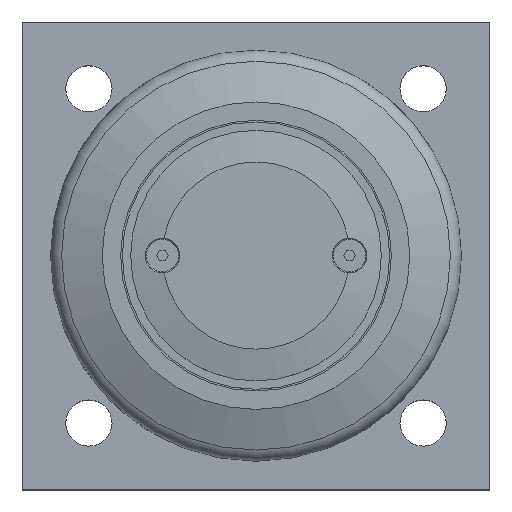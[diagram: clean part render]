
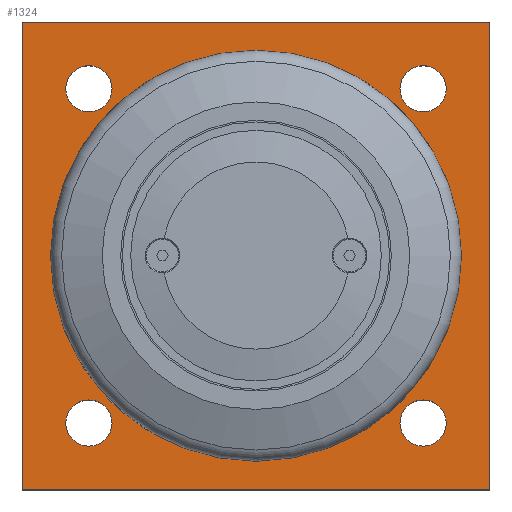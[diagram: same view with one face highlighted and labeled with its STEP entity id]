
A CAD part, top view. The second image highlights one B-rep face of the part: STEP entity #1324.
In plain terms, the highlighted planar face has unit normal (0, 0, 1).
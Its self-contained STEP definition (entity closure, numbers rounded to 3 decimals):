
#61=FACE_BOUND('',#196,.T.);
#62=FACE_BOUND('',#197,.T.);
#63=FACE_BOUND('',#198,.T.);
#64=FACE_BOUND('',#199,.T.);
#65=FACE_BOUND('',#200,.T.);
#82=PLANE('',#1423);
#119=FACE_OUTER_BOUND('',#195,.T.);
#195=EDGE_LOOP('',(#878,#879,#880,#881));
#196=EDGE_LOOP('',(#882));
#197=EDGE_LOOP('',(#883,#884));
#198=EDGE_LOOP('',(#885,#886));
#199=EDGE_LOOP('',(#887,#888));
#200=EDGE_LOOP('',(#889,#890));
#289=LINE('',#2027,#367);
#290=LINE('',#2029,#368);
#291=LINE('',#2031,#369);
#292=LINE('',#2032,#370);
#367=VECTOR('',#1609,10.);
#368=VECTOR('',#1610,10.);
#369=VECTOR('',#1611,10.);
#370=VECTOR('',#1612,10.);
#447=CIRCLE('',#1424,39.5);
#448=CIRCLE('',#1425,6.918);
#449=CIRCLE('',#1426,6.918);
#450=CIRCLE('',#1427,6.918);
#451=CIRCLE('',#1428,6.918);
#452=CIRCLE('',#1429,6.918);
#453=CIRCLE('',#1430,6.918);
#454=CIRCLE('',#1431,6.918);
#455=CIRCLE('',#1432,6.918);
#549=VERTEX_POINT('',#2025);
#550=VERTEX_POINT('',#2026);
#551=VERTEX_POINT('',#2028);
#552=VERTEX_POINT('',#2030);
#553=VERTEX_POINT('',#2033);
#554=VERTEX_POINT('',#2035);
#555=VERTEX_POINT('',#2036);
#556=VERTEX_POINT('',#2039);
#557=VERTEX_POINT('',#2040);
#558=VERTEX_POINT('',#2043);
#559=VERTEX_POINT('',#2044);
#560=VERTEX_POINT('',#2047);
#561=VERTEX_POINT('',#2048);
#687=EDGE_CURVE('',#549,#550,#289,.T.);
#688=EDGE_CURVE('',#551,#549,#290,.T.);
#689=EDGE_CURVE('',#552,#551,#291,.T.);
#690=EDGE_CURVE('',#550,#552,#292,.T.);
#691=EDGE_CURVE('',#553,#553,#447,.T.);
#692=EDGE_CURVE('',#554,#555,#448,.T.);
#693=EDGE_CURVE('',#555,#554,#449,.T.);
#694=EDGE_CURVE('',#556,#557,#450,.T.);
#695=EDGE_CURVE('',#557,#556,#451,.T.);
#696=EDGE_CURVE('',#558,#559,#452,.T.);
#697=EDGE_CURVE('',#559,#558,#453,.T.);
#698=EDGE_CURVE('',#560,#561,#454,.T.);
#699=EDGE_CURVE('',#561,#560,#455,.T.);
#878=ORIENTED_EDGE('',*,*,#687,.F.);
#879=ORIENTED_EDGE('',*,*,#688,.F.);
#880=ORIENTED_EDGE('',*,*,#689,.F.);
#881=ORIENTED_EDGE('',*,*,#690,.F.);
#882=ORIENTED_EDGE('',*,*,#691,.T.);
#883=ORIENTED_EDGE('',*,*,#692,.T.);
#884=ORIENTED_EDGE('',*,*,#693,.T.);
#885=ORIENTED_EDGE('',*,*,#694,.T.);
#886=ORIENTED_EDGE('',*,*,#695,.T.);
#887=ORIENTED_EDGE('',*,*,#696,.T.);
#888=ORIENTED_EDGE('',*,*,#697,.T.);
#889=ORIENTED_EDGE('',*,*,#698,.T.);
#890=ORIENTED_EDGE('',*,*,#699,.T.);
#1324=ADVANCED_FACE('',(#119,#61,#62,#63,#64,#65),#82,.T.);
#1423=AXIS2_PLACEMENT_3D('',#2024,#1607,#1608);
#1424=AXIS2_PLACEMENT_3D('',#2034,#1613,#1614);
#1425=AXIS2_PLACEMENT_3D('',#2037,#1615,#1616);
#1426=AXIS2_PLACEMENT_3D('',#2038,#1617,#1618);
#1427=AXIS2_PLACEMENT_3D('',#2041,#1619,#1620);
#1428=AXIS2_PLACEMENT_3D('',#2042,#1621,#1622);
#1429=AXIS2_PLACEMENT_3D('',#2045,#1623,#1624);
#1430=AXIS2_PLACEMENT_3D('',#2046,#1625,#1626);
#1431=AXIS2_PLACEMENT_3D('',#2049,#1627,#1628);
#1432=AXIS2_PLACEMENT_3D('',#2050,#1629,#1630);
#1607=DIRECTION('center_axis',(0.,0.,1.));
#1608=DIRECTION('ref_axis',(1.,0.,0.));
#1609=DIRECTION('',(0.,1.,0.));
#1610=DIRECTION('',(-1.,0.,0.));
#1611=DIRECTION('',(0.,-1.,0.));
#1612=DIRECTION('',(1.,0.,0.));
#1613=DIRECTION('center_axis',(0.,0.,-1.));
#1614=DIRECTION('ref_axis',(-1.,0.,0.));
#1615=DIRECTION('center_axis',(0.,0.,-1.));
#1616=DIRECTION('ref_axis',(1.,0.,0.));
#1617=DIRECTION('center_axis',(0.,0.,-1.));
#1618=DIRECTION('ref_axis',(1.,0.,0.));
#1619=DIRECTION('center_axis',(0.,0.,-1.));
#1620=DIRECTION('ref_axis',(1.,0.,0.));
#1621=DIRECTION('center_axis',(0.,0.,-1.));
#1622=DIRECTION('ref_axis',(1.,0.,0.));
#1623=DIRECTION('center_axis',(0.,0.,-1.));
#1624=DIRECTION('ref_axis',(1.,0.,0.));
#1625=DIRECTION('center_axis',(0.,0.,-1.));
#1626=DIRECTION('ref_axis',(1.,0.,0.));
#1627=DIRECTION('center_axis',(0.,0.,-1.));
#1628=DIRECTION('ref_axis',(1.,0.,0.));
#1629=DIRECTION('center_axis',(0.,0.,-1.));
#1630=DIRECTION('ref_axis',(1.,0.,0.));
#2024=CARTESIAN_POINT('Origin',(70.,70.,20.));
#2025=CARTESIAN_POINT('',(0.,0.,20.));
#2026=CARTESIAN_POINT('',(0.,140.,20.));
#2027=CARTESIAN_POINT('',(0.,140.,20.));
#2028=CARTESIAN_POINT('',(140.,0.,20.));
#2029=CARTESIAN_POINT('',(0.,0.,20.));
#2030=CARTESIAN_POINT('',(140.,140.,20.));
#2031=CARTESIAN_POINT('',(140.,0.,20.));
#2032=CARTESIAN_POINT('',(140.,140.,20.));
#2033=CARTESIAN_POINT('',(109.5,70.,20.));
#2034=CARTESIAN_POINT('Origin',(70.,70.,20.));
#2035=CARTESIAN_POINT('',(26.917,20.,20.));
#2036=CARTESIAN_POINT('',(13.082,20.,20.));
#2037=CARTESIAN_POINT('Origin',(20.,20.,20.));
#2038=CARTESIAN_POINT('Origin',(20.,20.,20.));
#2039=CARTESIAN_POINT('',(126.918,20.,20.));
#2040=CARTESIAN_POINT('',(113.083,20.,20.));
#2041=CARTESIAN_POINT('Origin',(120.,20.,20.));
#2042=CARTESIAN_POINT('Origin',(120.,20.,20.));
#2043=CARTESIAN_POINT('',(126.918,120.,20.));
#2044=CARTESIAN_POINT('',(113.083,120.,20.));
#2045=CARTESIAN_POINT('Origin',(120.,120.,20.));
#2046=CARTESIAN_POINT('Origin',(120.,120.,20.));
#2047=CARTESIAN_POINT('',(26.917,120.,20.));
#2048=CARTESIAN_POINT('',(13.082,120.,20.));
#2049=CARTESIAN_POINT('Origin',(20.,120.,20.));
#2050=CARTESIAN_POINT('Origin',(20.,120.,20.));
